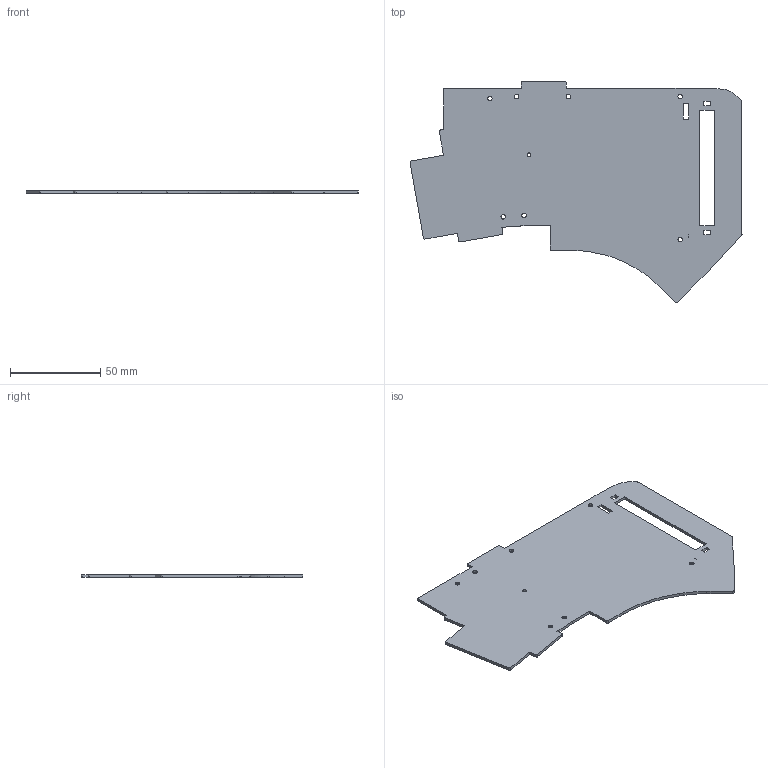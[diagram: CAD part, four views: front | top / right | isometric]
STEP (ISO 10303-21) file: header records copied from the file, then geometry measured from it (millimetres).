
FILE_DESCRIPTION(/* description */ (''),/* implementation_level */ '2;1');
FILE_NAME(/* name */ 'BottomLeft.step',/* time_stamp */ '2023-10-25T10:49:15-07:00',/* author */ (''),/* organization */ (''),/* preprocessor_version */ 'ST-DEVELOPER v20',/* originating_system */ 'Autodesk Translation Framework v12.14.0.127',/* authorisation */ '');
FILE_SCHEMA (('AUTOMOTIVE_DESIGN { 1 0 10303 214 3 1 1 }'));
Length unit declared in the file: millimetre
Products named in the file (1): polydactyl-body-right-mod
Bounding box: 184.25 x 123.02 x 1.6 mm (x, y, z)
Volume: 24590.6 mm3; surface area: 32070.6 mm2
Topology: 1 solids, 1 shells, 79 faces, 224 edges, 147 vertices
Faces by surface type: plane 46, cylinder 22, cone 7, bspline 4
Full cylindrical faces by diameter (mm): 2.5 x7
Entity records: 2903 total; most frequent: CARTESIAN_POINT 737, ORIENTED_EDGE 448, DIRECTION 419, EDGE_CURVE 224, LINE 165, VECTOR 165, VERTEX_POINT 147, AXIS2_PLACEMENT_3D 127
